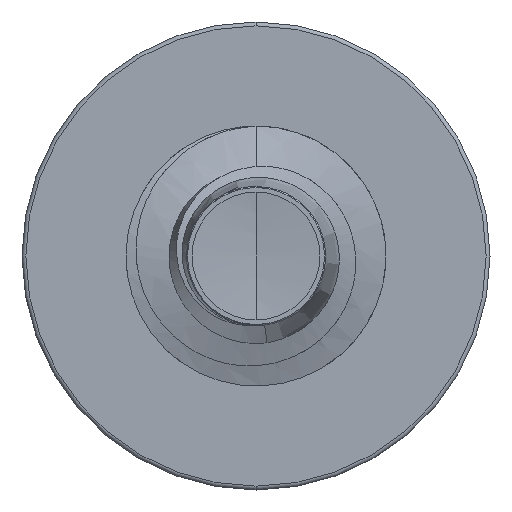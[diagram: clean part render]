
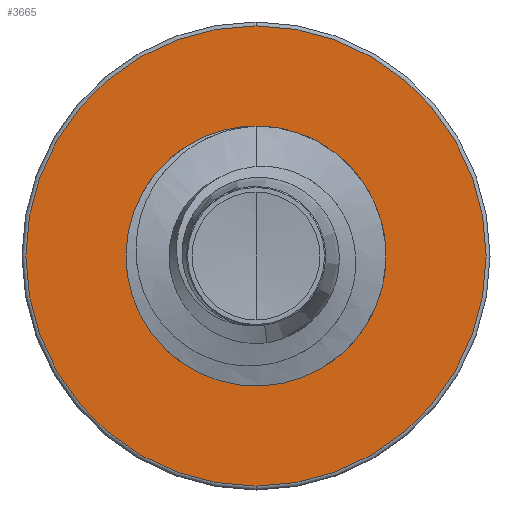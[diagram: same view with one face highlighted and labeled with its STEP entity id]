
A CAD part, front view. The second image highlights one B-rep face of the part: STEP entity #3665.
In plain terms, the highlighted planar face has unit normal (0, -1, 0).
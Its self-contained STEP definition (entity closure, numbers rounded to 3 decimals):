
#542 = VERTEX_POINT ( 'NONE', #7034 ) ;
#764 = DIRECTION ( 'NONE',  ( 0., 1., 0. ) ) ;
#1070 = FACE_BOUND ( 'NONE', #4202, .T. ) ;
#1510 = DIRECTION ( 'NONE',  ( 0., 1., 0. ) ) ;
#1523 = ORIENTED_EDGE ( 'NONE', *, *, #3922, .T. ) ;
#1606 = ORIENTED_EDGE ( 'NONE', *, *, #8625, .T. ) ;
#1616 = DIRECTION ( 'NONE',  ( 0., 0., 1. ) ) ;
#1645 = CARTESIAN_POINT ( 'NONE',  ( 0., 6., 0. ) ) ;
#1660 = VERTEX_POINT ( 'NONE', #9246 ) ;
#1927 = VERTEX_POINT ( 'NONE', #4282 ) ;
#2000 = CARTESIAN_POINT ( 'NONE',  ( 0., 6., 0. ) ) ;
#2037 = VERTEX_POINT ( 'NONE', #2891 ) ;
#2159 = DIRECTION ( 'NONE',  ( 0., 0., 1. ) ) ;
#2161 = DIRECTION ( 'NONE',  ( 0., 1., 0. ) ) ;
#2174 = CARTESIAN_POINT ( 'NONE',  ( 0., 6., 0. ) ) ;
#2440 = ORIENTED_EDGE ( 'NONE', *, *, #8077, .F. ) ;
#2541 = EDGE_CURVE ( 'NONE', #1660, #2037, #5251, .T. ) ;
#2559 = AXIS2_PLACEMENT_3D ( 'NONE', #8228, #6261, #6171 ) ;
#2791 = AXIS2_PLACEMENT_3D ( 'NONE', #2174, #2161, #2159 ) ;
#2891 = CARTESIAN_POINT ( 'NONE',  ( 0., 6., -5.31 ) ) ;
#2937 = EDGE_LOOP ( 'NONE', ( #7617, #2440 ) ) ;
#2986 = DIRECTION ( 'NONE',  ( 0., 0., 1. ) ) ;
#3665 = ADVANCED_FACE ( 'NONE', ( #7228, #1070 ), #6540, .F. ) ;
#3922 = EDGE_CURVE ( 'NONE', #542, #1927, #5560, .T. ) ;
#3963 = CIRCLE ( 'NONE', #7245, 5.31 ) ;
#4202 = EDGE_LOOP ( 'NONE', ( #1523, #1606 ) ) ;
#4282 = CARTESIAN_POINT ( 'NONE',  ( 0., 6., -2.842 ) ) ;
#5251 = CIRCLE ( 'NONE', #2791, 5.31 ) ;
#5560 = CIRCLE ( 'NONE', #7801, 2.842 ) ;
#6171 = DIRECTION ( 'NONE',  ( 0., 0., 1. ) ) ;
#6261 = DIRECTION ( 'NONE',  ( 0., 1., 0. ) ) ;
#6280 = CARTESIAN_POINT ( 'NONE',  ( 0., 6., 0. ) ) ;
#6540 = PLANE ( 'NONE',  #2559 ) ;
#6957 = DIRECTION ( 'NONE',  ( 0., 0., 1. ) ) ;
#7034 = CARTESIAN_POINT ( 'NONE',  ( 0., 6., 2.842 ) ) ;
#7085 = AXIS2_PLACEMENT_3D ( 'NONE', #2000, #7649, #2986 ) ;
#7228 = FACE_OUTER_BOUND ( 'NONE', #2937, .T. ) ;
#7245 = AXIS2_PLACEMENT_3D ( 'NONE', #6280, #764, #6957 ) ;
#7617 = ORIENTED_EDGE ( 'NONE', *, *, #2541, .F. ) ;
#7649 = DIRECTION ( 'NONE',  ( 0., 1., 0. ) ) ;
#7801 = AXIS2_PLACEMENT_3D ( 'NONE', #1645, #1510, #1616 ) ;
#8077 = EDGE_CURVE ( 'NONE', #2037, #1660, #3963, .T. ) ;
#8228 = CARTESIAN_POINT ( 'NONE',  ( 0., 6., -2.842 ) ) ;
#8625 = EDGE_CURVE ( 'NONE', #1927, #542, #9116, .T. ) ;
#9116 = CIRCLE ( 'NONE', #7085, 2.842 ) ;
#9246 = CARTESIAN_POINT ( 'NONE',  ( 0., 6., 5.31 ) ) ;
